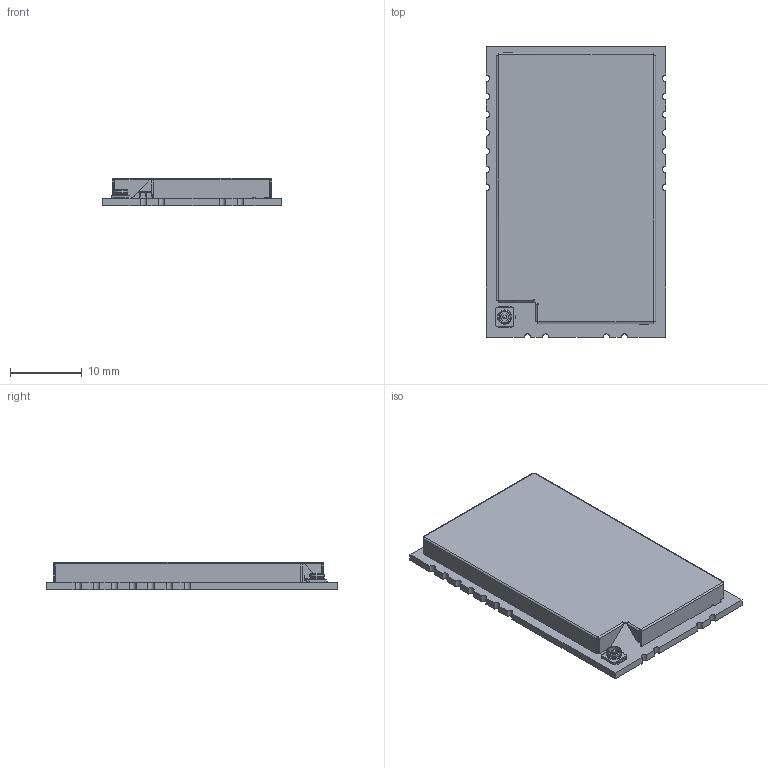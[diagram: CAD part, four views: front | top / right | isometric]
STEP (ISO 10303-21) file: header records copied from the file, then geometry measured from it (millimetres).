
FILE_DESCRIPTION(/* description */ ('Open CASCADE Model'),/* implementation_level */ '2;1');
FILE_NAME(/* name */ 'E32-XXXT33S(3D).step',/* time_stamp */ '2025-06-13T17:42:47+09:00',/* author */ (''),/* organization */ (''),/* preprocessor_version */ 'ST-DEVELOPER v20.1',/* originating_system */ 'Autodesk Translation Framework v14.10.0.0',/* authorisation */ '');
FILE_SCHEMA (('AUTOMOTIVE_DESIGN { 1 0 10303 214 3 1 1 }'));
Length unit declared in the file: millimetre
Products named in the file (110): PCB; Board (1); C53; R22; U1; User_Library-SOT23-6-2; U3; U5; U6; User_Library-SOT23-5-2; L17; C25; C9; C62; LR3; C21; C34; C32; C36; C59; C60; PBZ-29; XT1; User_Library-GeyerElectronics_KX7; Q1; User_Library-SOT95P280X135-3M[SOT23_TO-236AA]; LR2; R12; R11; R14; R15; R16; R17; R18; R19; R21; C54; C55; C57; L2 ...
Assembly tree (192 placements, depth 4):
  PCB
    Board (1)
      C53
        CAPC1005X56N_EIA_0402
      R22
        R0402
      U1
        User_Library-SOT23-6-2
      U3
        User_Library-SOT23-5-2
      U5
        User_Library-SOT23-5-2
      U6
        User_Library-SOT23-5-2
      L17
        User_Library-Chip_InductorINDC1005X60N
      C25
        CAPC1005X56N_EIA_0402
      C9
        CAPC1608X92N_EIA_0603
      C62
        CAPC1005X56N_EIA_0402
      LR3
        INDC1608X95N_EIA_0603
      C21
        CAPC1005X56N_EIA_0402
      C34
        CAPC1005X56N_EIA_0402
      C32
        CAPC1005X56N_EIA_0402
      C36
        CAPC1005X56N_EIA_0402
      C59
        CAPC1608X92N_EIA_0603
      C60
        CAPC1005X56N_EIA_0402
      PBZ-29
        PBZ-29_1
      XT1
        User_Library-GeyerElectronics_KX7
      Q1
        User_Library-SOT95P280X135-3M[SOT23_TO-236AA]
      LR2
        INDC1608X95N_EIA_0603
      R12
        R0402
      R11
        R0402
      R14
        R0402
      R15
        R0402
      R16
        R0402
      R17
        R0402
      R18
        R0402
      R19
        R0402
Bounding box: 25 x 40.5 x 3.8 mm (x, y, z)
Volume: 1539.9 mm3; surface area: 7187.7 mm2
Topology: 116 solids, 117 shells, 5160 faces, 11776 edges, 6339 vertices
Faces by surface type: plane 2462, cylinder 1597, sphere 566, bspline 520, torus 12, cone 3
Full cylindrical faces by diameter (mm): 0.5 x1, 1.54 x1, 1.8 x1, 2 x2
Entity records: 45586 total; most frequent: CARTESIAN_POINT 16441, ORIENTED_EDGE 5573, DIRECTION 5465, EDGE_CURVE 2787, LINE 1977, VECTOR 1977, AXIS2_PLACEMENT_3D 1744, VERTEX_POINT 1728
